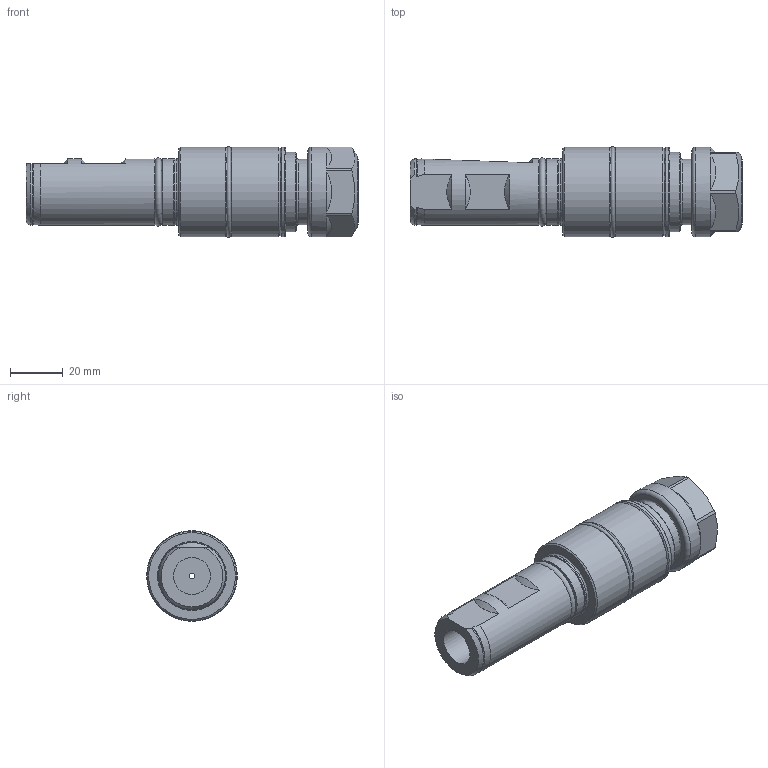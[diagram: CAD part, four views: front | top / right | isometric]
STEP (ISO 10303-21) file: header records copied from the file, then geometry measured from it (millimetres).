
FILE_DESCRIPTION(/* description */ (''),/* implementation_level */ '2;1');
FILE_NAME(/* name */ 'S100-PT20-0268.stp',/* time_stamp */ '2018-12-07T08:53:38-06:00',/* author */ ('Lee'),/* organization */ (''),/* preprocessor_version */ 'ST-DEVELOPER v17',/* originating_system */ 'Autodesk Inventor LT',/* authorisation */ '');
FILE_SCHEMA (('AUTOMOTIVE_DESIGN { 1 0 10303 214 3 1 1 }'));
Length unit declared in the file: millimetre
Products named in the file (1): S100-PT20-0268
Bounding box: 125.9 x 34.4 x 34.4 mm (x, y, z)
Volume: 68843.9 mm3; surface area: 21443 mm2
Topology: 4 solids, 4 shells, 103 faces, 291 edges, 207 vertices
Faces by surface type: plane 38, cone 26, cylinder 20, torus 18, bspline 1
Full cylindrical faces by diameter (mm): 2 x1, 14 x1, 15 x1, 15.71 x1, 18.708 x1, 20.9 x2, 23.5 x1, 24.93 x1, 25.1 x1, 25.4 x2, 26 x1, 30 x1, 34 x4
Entity records: 3584 total; most frequent: CARTESIAN_POINT 739, DIRECTION 648, ORIENTED_EDGE 582, AXIS2_PLACEMENT_3D 293, EDGE_CURVE 291, VERTEX_POINT 207, CIRCLE 186, EDGE_LOOP 122
